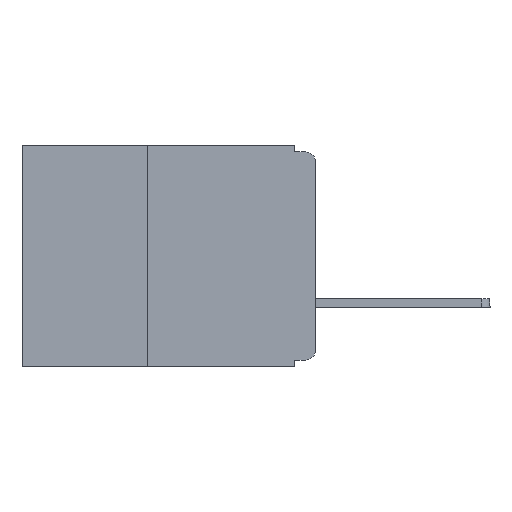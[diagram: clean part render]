
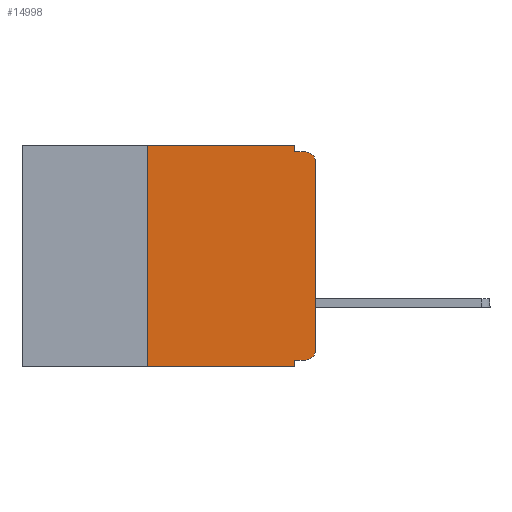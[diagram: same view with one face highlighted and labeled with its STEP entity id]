
A CAD part, left-side view. The second image highlights one B-rep face of the part: STEP entity #14998.
In plain terms, the highlighted planar face has unit normal (-1, 0, 0).
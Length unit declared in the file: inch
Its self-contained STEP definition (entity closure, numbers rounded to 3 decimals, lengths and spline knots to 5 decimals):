
#335 = DIRECTION ( 'NONE',  ( 0., 0., -1. ) ) ;
#338 = VECTOR ( 'NONE', #13858, 39.37008 ) ;
#373 = ORIENTED_EDGE ( 'NONE', *, *, #6108, .F. ) ;
#453 = VERTEX_POINT ( 'NONE', #4768 ) ;
#556 = EDGE_CURVE ( 'NONE', #1360, #9526, #11711, .T. ) ;
#789 = CARTESIAN_POINT ( 'NONE',  ( 0., 0., -0.32 ) ) ;
#1195 = VERTEX_POINT ( 'NONE', #5892 ) ;
#1231 = VECTOR ( 'NONE', #10125, 39.37008 ) ;
#1337 = VERTEX_POINT ( 'NONE', #11878 ) ;
#1360 = VERTEX_POINT ( 'NONE', #12530 ) ;
#1448 = DIRECTION ( 'NONE',  ( -1., 0., 0. ) ) ;
#1500 = CARTESIAN_POINT ( 'NONE',  ( 0., 0.015, -0.305 ) ) ;
#1556 = DIRECTION ( 'NONE',  ( 0., 0., -1. ) ) ;
#1558 = EDGE_CURVE ( 'NONE', #14049, #6784, #16703, .T. ) ;
#1928 = DIRECTION ( 'NONE',  ( 0., 0., -1. ) ) ;
#1955 = EDGE_CURVE ( 'NONE', #1337, #14049, #10252, .T. ) ;
#3182 = VECTOR ( 'NONE', #7181, 39.37008 ) ;
#3560 = ORIENTED_EDGE ( 'NONE', *, *, #1558, .T. ) ;
#3860 = EDGE_LOOP ( 'NONE', ( #17053, #3560, #373, #3967, #11025, #7925, #14850, #4800, #11858, #5224 ) ) ;
#3934 = CARTESIAN_POINT ( 'NONE',  ( 0., 0.031, -0.33 ) ) ;
#3967 = ORIENTED_EDGE ( 'NONE', *, *, #13029, .F. ) ;
#4768 = CARTESIAN_POINT ( 'NONE',  ( 0., 0.015, -0.32 ) ) ;
#4800 = ORIENTED_EDGE ( 'NONE', *, *, #7847, .F. ) ;
#4820 = LINE ( 'NONE', #789, #1231 ) ;
#5224 = ORIENTED_EDGE ( 'NONE', *, *, #7172, .T. ) ;
#5347 = CARTESIAN_POINT ( 'NONE',  ( 0., 0.015, -0.01 ) ) ;
#5429 = LINE ( 'NONE', #16373, #15444 ) ;
#5644 = CARTESIAN_POINT ( 'NONE',  ( 0., 0.437, 0. ) ) ;
#5726 = DIRECTION ( 'NONE',  ( 0., -1., 0. ) ) ;
#5738 = AXIS2_PLACEMENT_3D ( 'NONE', #1500, #1448, #1556 ) ;
#5771 = CIRCLE ( 'NONE', #5738, 0.015 ) ;
#5892 = CARTESIAN_POINT ( 'NONE',  ( 0., 0.031, -0.01 ) ) ;
#6108 = EDGE_CURVE ( 'NONE', #1195, #6784, #7077, .T. ) ;
#6562 = EDGE_CURVE ( 'NONE', #14399, #10467, #13624, .T. ) ;
#6639 = VECTOR ( 'NONE', #5726, 39.37008 ) ;
#6694 = AXIS2_PLACEMENT_3D ( 'NONE', #13201, #11266, #7556 ) ;
#6741 = CARTESIAN_POINT ( 'NONE',  ( 0., 0.031, -0.32 ) ) ;
#6784 = VERTEX_POINT ( 'NONE', #5347 ) ;
#7048 = PLANE ( 'NONE',  #14167 ) ;
#7077 = LINE ( 'NONE', #13911, #338 ) ;
#7172 = EDGE_CURVE ( 'NONE', #453, #1337, #5771, .T. ) ;
#7181 = DIRECTION ( 'NONE',  ( 0., 0., 1. ) ) ;
#7556 = DIRECTION ( 'NONE',  ( 0., 0., -1. ) ) ;
#7847 = EDGE_CURVE ( 'NONE', #7911, #9526, #10099, .T. ) ;
#7911 = VERTEX_POINT ( 'NONE', #6741 ) ;
#7922 = DIRECTION ( 'NONE',  ( 0., 0., 1. ) ) ;
#7925 = ORIENTED_EDGE ( 'NONE', *, *, #10413, .F. ) ;
#8358 = DIRECTION ( 'NONE',  ( 1., 0., 0. ) ) ;
#9526 = VERTEX_POINT ( 'NONE', #11300 ) ;
#10099 = LINE ( 'NONE', #3934, #16962 ) ;
#10125 = DIRECTION ( 'NONE',  ( 0., 1., 0. ) ) ;
#10187 = EDGE_CURVE ( 'NONE', #453, #7911, #4820, .T. ) ;
#10252 = LINE ( 'NONE', #12316, #3182 ) ;
#10257 = CARTESIAN_POINT ( 'NONE',  ( 0., 0., -0.025 ) ) ;
#10413 = EDGE_CURVE ( 'NONE', #1360, #14399, #11900, .T. ) ;
#10467 = VERTEX_POINT ( 'NONE', #14596 ) ;
#10965 = CARTESIAN_POINT ( 'NONE',  ( 0., 0.437, 0. ) ) ;
#11025 = ORIENTED_EDGE ( 'NONE', *, *, #6562, .F. ) ;
#11266 = DIRECTION ( 'NONE',  ( -1., 0., 0. ) ) ;
#11291 = VECTOR ( 'NONE', #12689, 39.37008 ) ;
#11300 = CARTESIAN_POINT ( 'NONE',  ( 0., 0.031, -0.33 ) ) ;
#11711 = LINE ( 'NONE', #12498, #11291 ) ;
#11858 = ORIENTED_EDGE ( 'NONE', *, *, #10187, .F. ) ;
#11878 = CARTESIAN_POINT ( 'NONE',  ( 0., 0., -0.305 ) ) ;
#11900 = LINE ( 'NONE', #16995, #12293 ) ;
#12293 = VECTOR ( 'NONE', #7922, 39.37008 ) ;
#12316 = CARTESIAN_POINT ( 'NONE',  ( 0., 0., 0. ) ) ;
#12498 = CARTESIAN_POINT ( 'NONE',  ( 0., 0.437, -0.33 ) ) ;
#12530 = CARTESIAN_POINT ( 'NONE',  ( 0., 0.25, -0.33 ) ) ;
#12689 = DIRECTION ( 'NONE',  ( 0., -1., 0. ) ) ;
#13029 = EDGE_CURVE ( 'NONE', #10467, #1195, #5429, .T. ) ;
#13184 = DIRECTION ( 'NONE',  ( 0., 0., -1. ) ) ;
#13201 = CARTESIAN_POINT ( 'NONE',  ( 0., 0.015, -0.025 ) ) ;
#13624 = LINE ( 'NONE', #5644, #6639 ) ;
#13858 = DIRECTION ( 'NONE',  ( 0., -1., 0. ) ) ;
#13911 = CARTESIAN_POINT ( 'NONE',  ( 0., 0., -0.01 ) ) ;
#14049 = VERTEX_POINT ( 'NONE', #10257 ) ;
#14167 = AXIS2_PLACEMENT_3D ( 'NONE', #10965, #8358, #335 ) ;
#14399 = VERTEX_POINT ( 'NONE', #14974 ) ;
#14596 = CARTESIAN_POINT ( 'NONE',  ( 0., 0.031, 0. ) ) ;
#14780 = FACE_OUTER_BOUND ( 'NONE', #3860, .T. ) ;
#14850 = ORIENTED_EDGE ( 'NONE', *, *, #556, .T. ) ;
#14974 = CARTESIAN_POINT ( 'NONE',  ( 0., 0.25, 0. ) ) ;
#14998 = ADVANCED_FACE ( 'NONE', ( #14780 ), #7048, .F. ) ;
#15444 = VECTOR ( 'NONE', #1928, 39.37008 ) ;
#16373 = CARTESIAN_POINT ( 'NONE',  ( 0., 0.031, 0. ) ) ;
#16703 = CIRCLE ( 'NONE', #6694, 0.015 ) ;
#16962 = VECTOR ( 'NONE', #13184, 39.37008 ) ;
#16995 = CARTESIAN_POINT ( 'NONE',  ( 0., 0.25, -0.33 ) ) ;
#17053 = ORIENTED_EDGE ( 'NONE', *, *, #1955, .T. ) ;
